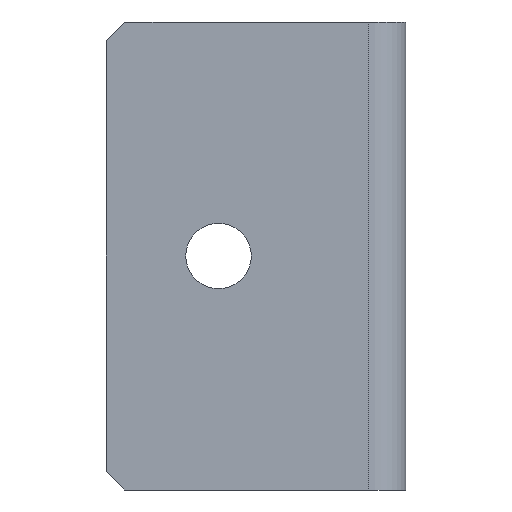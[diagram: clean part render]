
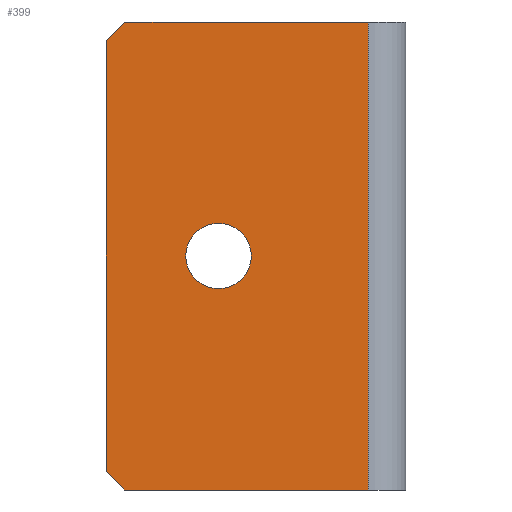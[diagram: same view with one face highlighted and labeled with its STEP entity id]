
A CAD part, front view. The second image highlights one B-rep face of the part: STEP entity #399.
In plain terms, the highlighted planar face has unit normal (0, -1, 0).
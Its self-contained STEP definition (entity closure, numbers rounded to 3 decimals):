
#40=CARTESIAN_POINT('',(-10.,-1.,0.));
#41=DIRECTION('',(0.,-1.,0.));
#42=DIRECTION('',(1.,0.,0.));
#43=AXIS2_PLACEMENT_3D('',#40,#41,#42);
#45=CARTESIAN_POINT('',(-10.,-1.,0.));
#46=DIRECTION('',(0.,-1.,0.));
#47=DIRECTION('',(-1.,0.,0.));
#48=AXIS2_PLACEMENT_3D('',#45,#46,#47);
#50=DIRECTION('',(0.707,0.,-0.707));
#51=VECTOR('',#50,1.414);
#52=CARTESIAN_POINT('',(-16.,-1.,-11.5));
#53=LINE('',#52,#51);
#54=DIRECTION('',(0.,0.,1.));
#55=VECTOR('',#54,23.);
#56=CARTESIAN_POINT('',(-16.,-1.,-11.5));
#57=LINE('',#56,#55);
#58=DIRECTION('',(-0.707,0.,-0.707));
#59=VECTOR('',#58,1.414);
#60=CARTESIAN_POINT('',(-15.,-1.,12.5));
#61=LINE('',#60,#59);
#62=DIRECTION('',(1.,0.,0.));
#63=VECTOR('',#62,13.);
#64=CARTESIAN_POINT('',(-15.,-1.,12.5));
#65=LINE('',#64,#63);
#66=DIRECTION('',(-1.,0.,0.));
#67=VECTOR('',#66,13.);
#68=CARTESIAN_POINT('',(-2.,-1.,-12.5));
#69=LINE('',#68,#67);
#95=DIRECTION('',(0.,0.,1.));
#96=VECTOR('',#95,25.);
#97=CARTESIAN_POINT('',(-2.,-1.,-12.5));
#98=LINE('',#97,#96);
#254=CARTESIAN_POINT('',(-2.,-1.,-12.5));
#255=VERTEX_POINT('',#254);
#256=CARTESIAN_POINT('',(-2.,-1.,12.5));
#257=VERTEX_POINT('',#256);
#270=CARTESIAN_POINT('',(-8.25,-1.,0.));
#271=CARTESIAN_POINT('',(-11.75,-1.,0.));
#272=VERTEX_POINT('',#270);
#273=VERTEX_POINT('',#271);
#294=CARTESIAN_POINT('',(-16.,-1.,-11.5));
#295=VERTEX_POINT('',#294);
#296=CARTESIAN_POINT('',(-15.,-1.,-12.5));
#297=VERTEX_POINT('',#296);
#302=CARTESIAN_POINT('',(-15.,-1.,12.5));
#303=VERTEX_POINT('',#302);
#304=CARTESIAN_POINT('',(-16.,-1.,11.5));
#305=VERTEX_POINT('',#304);
#376=CARTESIAN_POINT('',(0.,-1.,0.));
#377=DIRECTION('',(0.,1.,0.));
#378=DIRECTION('',(1.,0.,0.));
#379=AXIS2_PLACEMENT_3D('',#376,#377,#378);
#380=PLANE('',#379);
#382=ORIENTED_EDGE('',*,*,#381,.F.);
#384=ORIENTED_EDGE('',*,*,#383,.T.);
#386=ORIENTED_EDGE('',*,*,#385,.F.);
#388=ORIENTED_EDGE('',*,*,#387,.T.);
#390=ORIENTED_EDGE('',*,*,#389,.F.);
#392=ORIENTED_EDGE('',*,*,#391,.T.);
#393=EDGE_LOOP('',(#382,#384,#386,#388,#390,#392));
#394=FACE_OUTER_BOUND('',#393,.F.);
#395=ORIENTED_EDGE('',*,*,#356,.T.);
#396=ORIENTED_EDGE('',*,*,#370,.T.);
#397=EDGE_LOOP('',(#395,#396));
#398=FACE_BOUND('',#397,.F.);
#399=ADVANCED_FACE('',(#394,#398),#380,.F.);
#44=CIRCLE('',#43,1.75);
#49=CIRCLE('',#48,1.75);
#356=EDGE_CURVE('',#272,#273,#44,.T.);
#370=EDGE_CURVE('',#273,#272,#49,.T.);
#381=EDGE_CURVE('',#295,#297,#53,.T.);
#383=EDGE_CURVE('',#295,#305,#57,.T.);
#385=EDGE_CURVE('',#303,#305,#61,.T.);
#387=EDGE_CURVE('',#303,#257,#65,.T.);
#389=EDGE_CURVE('',#255,#257,#98,.T.);
#391=EDGE_CURVE('',#255,#297,#69,.T.);
